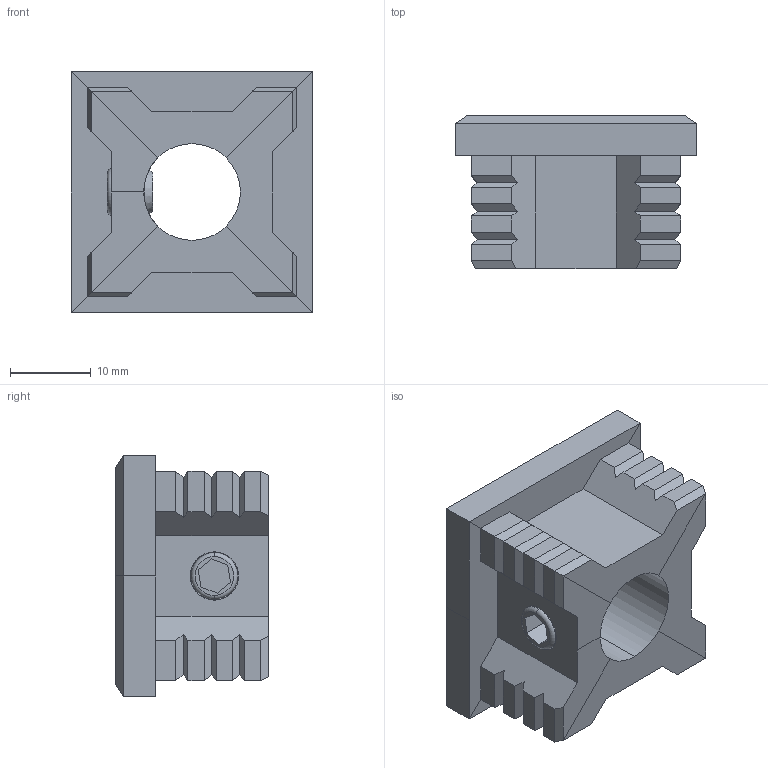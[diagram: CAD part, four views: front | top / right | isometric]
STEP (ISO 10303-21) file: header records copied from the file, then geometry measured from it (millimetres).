
FILE_DESCRIPTION (( 'STEP AP203' ), '1' );
FILE_NAME ('3D_GC2004_30x30x2_188685530.STEP', '2024-10-02T09:43:33', ( '' ), ( '' ), 'SwSTEP 2.0', 'SolidWorks 2024', '' );
FILE_SCHEMA (( 'CONFIG_CONTROL_DESIGN' ));
Length unit declared in the file: millimetre
Products named in the file (1): 3D_GC2004_30x30x2_188685530
Bounding box: 30 x 19 x 30 mm (x, y, z)
Volume: 9457 mm3; surface area: 4644.4 mm2
Topology: 2 solids, 2 shells, 143 faces, 354 edges, 214 vertices
Faces by surface type: plane 133, cylinder 6, cone 2, torus 2
Entity records: 4231 total; most frequent: CARTESIAN_POINT 778, ORIENTED_EDGE 708, DIRECTION 666, EDGE_CURVE 354, LINE 326, VECTOR 326, VERTEX_POINT 214, AXIS2_PLACEMENT_3D 170
